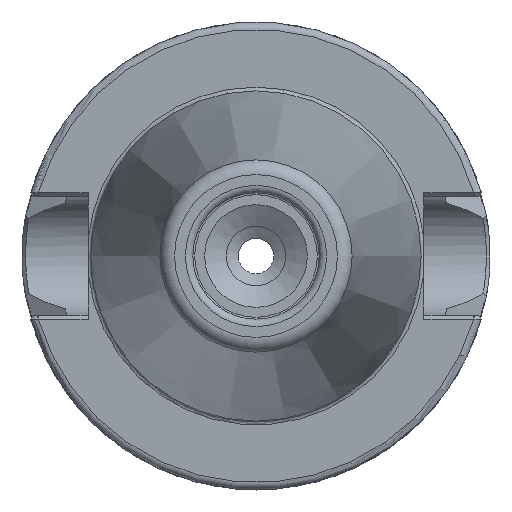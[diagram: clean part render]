
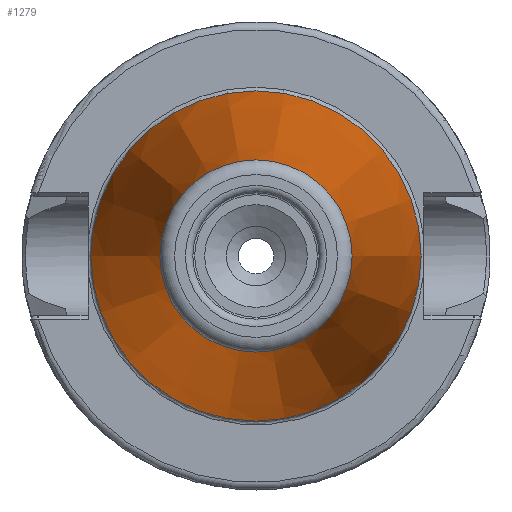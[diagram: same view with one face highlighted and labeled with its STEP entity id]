
A CAD part, left-side view. The second image highlights one B-rep face of the part: STEP entity #1279.
In plain terms, the highlighted conical face has half-angle 8.297 degrees and reference radius 17.581 mm.
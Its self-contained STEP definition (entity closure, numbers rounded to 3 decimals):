
#131=LINE('',#2866,#192);
#192=VECTOR('',#1789,17.581);
#273=FACE_OUTER_BOUND('',#347,.T.);
#347=EDGE_LOOP('',(#1189,#1190,#1191,#1192,#1193,#1194,#1195));
#429=CIRCLE('',#1436,12.937);
#430=CIRCLE('',#1437,12.937);
#431=CIRCLE('',#1438,12.937);
#433=CIRCLE('',#1441,22.225);
#434=CIRCLE('',#1442,22.225);
#607=VERTEX_POINT('',#2854);
#608=VERTEX_POINT('',#2855);
#609=VERTEX_POINT('',#2857);
#610=VERTEX_POINT('',#2862);
#611=VERTEX_POINT('',#2863);
#801=EDGE_CURVE('',#607,#608,#429,.T.);
#802=EDGE_CURVE('',#609,#607,#430,.T.);
#803=EDGE_CURVE('',#608,#609,#431,.T.);
#805=EDGE_CURVE('',#610,#611,#433,.T.);
#806=EDGE_CURVE('',#611,#610,#434,.T.);
#807=EDGE_CURVE('',#611,#609,#131,.T.);
#1189=ORIENTED_EDGE('',*,*,#805,.F.);
#1190=ORIENTED_EDGE('',*,*,#806,.F.);
#1191=ORIENTED_EDGE('',*,*,#807,.T.);
#1192=ORIENTED_EDGE('',*,*,#802,.T.);
#1193=ORIENTED_EDGE('',*,*,#801,.T.);
#1194=ORIENTED_EDGE('',*,*,#803,.T.);
#1195=ORIENTED_EDGE('',*,*,#807,.F.);
#1212=CONICAL_SURFACE('',#1440,17.581,0.145);
#1279=ADVANCED_FACE('',(#273),#1212,.T.);
#1436=AXIS2_PLACEMENT_3D('',#2856,#1775,#1776);
#1437=AXIS2_PLACEMENT_3D('',#2858,#1777,#1778);
#1438=AXIS2_PLACEMENT_3D('',#2859,#1779,#1780);
#1440=AXIS2_PLACEMENT_3D('',#2861,#1783,#1784);
#1441=AXIS2_PLACEMENT_3D('',#2864,#1785,#1786);
#1442=AXIS2_PLACEMENT_3D('',#2865,#1787,#1788);
#1775=DIRECTION('center_axis',(1.,0.,0.));
#1776=DIRECTION('ref_axis',(0.,0.,-1.));
#1777=DIRECTION('center_axis',(1.,0.,0.));
#1778=DIRECTION('ref_axis',(0.,0.,-1.));
#1779=DIRECTION('center_axis',(1.,0.,0.));
#1780=DIRECTION('ref_axis',(0.,0.,-1.));
#1783=DIRECTION('center_axis',(1.,0.,0.));
#1784=DIRECTION('ref_axis',(0.,1.,0.));
#1785=DIRECTION('center_axis',(1.,0.,0.));
#1786=DIRECTION('ref_axis',(0.,0.,-1.));
#1787=DIRECTION('center_axis',(1.,0.,0.));
#1788=DIRECTION('ref_axis',(0.,0.,-1.));
#1789=DIRECTION('',(-0.99,0.144,0.));
#2854=CARTESIAN_POINT('',(-63.689,12.937,0.));
#2855=CARTESIAN_POINT('',(-63.689,0.,12.937));
#2856=CARTESIAN_POINT('Origin',(-63.689,0.,
0.));
#2857=CARTESIAN_POINT('',(-63.689,-12.937,0.));
#2858=CARTESIAN_POINT('Origin',(-63.689,0.,
0.));
#2859=CARTESIAN_POINT('Origin',(-63.689,0.,
0.));
#2861=CARTESIAN_POINT('Origin',(-31.844,0.,
0.));
#2862=CARTESIAN_POINT('',(0.,22.225,0.));
#2863=CARTESIAN_POINT('',(0.,-22.225,0.));
#2864=CARTESIAN_POINT('Origin',(0.,0.,
0.));
#2865=CARTESIAN_POINT('Origin',(0.,0.,
0.));
#2866=CARTESIAN_POINT('',(-31.844,-17.581,0.));
